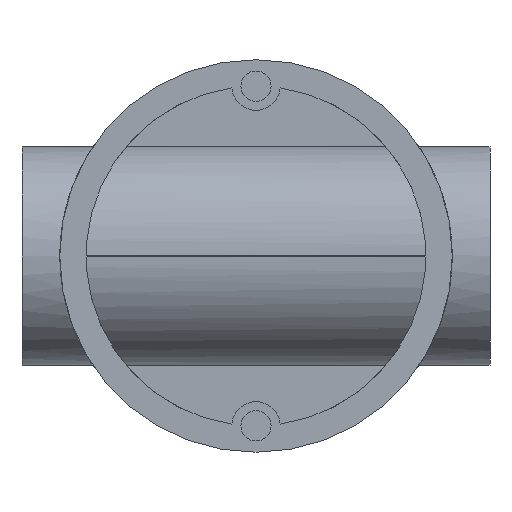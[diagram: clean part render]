
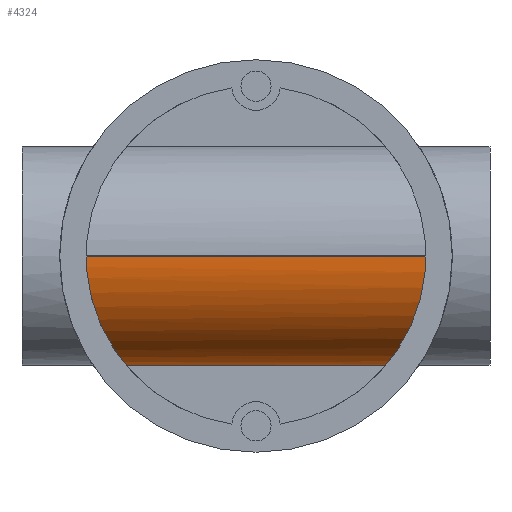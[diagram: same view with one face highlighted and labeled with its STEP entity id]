
A CAD part, front view. The second image highlights one B-rep face of the part: STEP entity #4324.
In plain terms, the highlighted cylindrical face has radius 14.65 mm (diameter 29.3 mm), a partial arc.
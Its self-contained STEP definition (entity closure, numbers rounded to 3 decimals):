
#150 = CARTESIAN_POINT ( 'NONE',  ( 20.475, 4.13, -9.336 ) ) ;
#203 = CYLINDRICAL_SURFACE ( 'NONE', #4964, 14.65 ) ;
#315 = CARTESIAN_POINT ( 'NONE',  ( 19.707, 5.572, -10.875 ) ) ;
#781 = CARTESIAN_POINT ( 'NONE',  ( 21.978, 1.596, -4.837 ) ) ;
#865 = CARTESIAN_POINT ( 'NONE',  ( 22.067, 1.455, -4.413 ) ) ;
#890 = CARTESIAN_POINT ( 'NONE',  ( -20.912, 3.353, -8.339 ) ) ;
#906 = CARTESIAN_POINT ( 'NONE',  ( 20.021, 4.965, -10.291 ) ) ;
#955 = LINE ( 'NONE', #6056, #7032 ) ;
#969 = ORIENTED_EDGE ( 'NONE', *, *, #6972, .F. ) ;
#993 = CARTESIAN_POINT ( 'NONE',  ( 0., 13.284, -14.5 ) ) ;
#1023 = CARTESIAN_POINT ( 'NONE',  ( -19.701, 5.585, -10.886 ) ) ;
#1093 = CARTESIAN_POINT ( 'NONE',  ( 0., 15.434, -0.009 ) ) ;
#1541 = CARTESIAN_POINT ( 'NONE',  ( 21.683, 2.067, -6.068 ) ) ;
#1568 = CARTESIAN_POINT ( 'NONE',  ( -21.668, 2.092, -6.074 ) ) ;
#1666 = CARTESIAN_POINT ( 'NONE',  ( -17.941, 9.902, -13.581 ) ) ;
#1834 = CARTESIAN_POINT ( 'NONE',  ( -22.5, 0.784, -0.009 ) ) ;
#2060 = CARTESIAN_POINT ( 'NONE',  ( 18.202, 9.08, -13.236 ) ) ;
#2099 = CARTESIAN_POINT ( 'NONE',  ( 22.287, 1.112, -3.122 ) ) ;
#2180 = VECTOR ( 'NONE', #5604, 1000. ) ;
#2186 = CARTESIAN_POINT ( 'NONE',  ( 18.771, 7.597, -12.415 ) ) ;
#2460 = B_SPLINE_CURVE_WITH_KNOTS ( 'NONE', 3,
 ( #7453, #2934, #2806, #8100, #1666, #6166, #4239, #5998, #6807, #1023, #4067, #6039, #890, #3609, #5374, #1568, #4737, #7318, #4105, #6668, #3477, #5418, #8351, #1834 ),
 .UNSPECIFIED., .F., .F.,
 ( 4, 2, 2, 2, 2, 2, 2, 2, 2, 2, 2, 4 ),
 ( 0., 0.003, 0.004, 0.005, 0.008, 0.011, 0.013, 0.015, 0.016, 0.019, 0.02, 0.021 ),
 .UNSPECIFIED. ) ;
#2806 = CARTESIAN_POINT ( 'NONE',  ( -17.492, 11.536, -14.157 ) ) ;
#2819 = CARTESIAN_POINT ( 'NONE',  ( 21.051, 3.118, -7.953 ) ) ;
#2906 = CARTESIAN_POINT ( 'NONE',  ( 22.222, 1.213, -3.555 ) ) ;
#2934 = CARTESIAN_POINT ( 'NONE',  ( -17.316, 12.39, -14.367 ) ) ;
#3083 = DIRECTION ( 'NONE',  ( -1., 0., 0. ) ) ;
#3223 = VERTEX_POINT ( 'NONE', #6051 ) ;
#3422 = FACE_OUTER_BOUND ( 'NONE', #5099, .T. ) ;
#3477 = CARTESIAN_POINT ( 'NONE',  ( -22.431, 0.889, -1.818 ) ) ;
#3494 = CARTESIAN_POINT ( 'NONE',  ( 17.333, 12.399, -14.348 ) ) ;
#3536 = CARTESIAN_POINT ( 'NONE',  ( 22.5, 0.784, -0.918 ) ) ;
#3609 = CARTESIAN_POINT ( 'NONE',  ( -21.307, 2.686, -7.239 ) ) ;
#4067 = CARTESIAN_POINT ( 'NONE',  ( -20.02, 4.968, -10.294 ) ) ;
#4105 = CARTESIAN_POINT ( 'NONE',  ( -22.229, 1.201, -3.592 ) ) ;
#4107 = ORIENTED_EDGE ( 'NONE', *, *, #5085, .F. ) ;
#4121 = CARTESIAN_POINT ( 'NONE',  ( 17.605, 11.109, -14.012 ) ) ;
#4166 = CARTESIAN_POINT ( 'NONE',  ( 22.5, 0.784, -0.009 ) ) ;
#4239 = CARTESIAN_POINT ( 'NONE',  ( -18.339, 8.724, -13.038 ) ) ;
#4311 = DIRECTION ( 'NONE',  ( 0., 0., 1. ) ) ;
#4324 = ADVANCED_FACE ( 'NONE', ( #3422 ), #203, .T. ) ;
#4665 = CARTESIAN_POINT ( 'NONE',  ( 20.911, 3.358, -8.314 ) ) ;
#4737 = CARTESIAN_POINT ( 'NONE',  ( -21.778, 1.915, -5.671 ) ) ;
#4752 = CARTESIAN_POINT ( 'NONE',  ( 17.939, 9.861, -13.586 ) ) ;
#4797 = CARTESIAN_POINT ( 'NONE',  ( -17.205, 13.284, -14.5 ) ) ;
#4842 = CARTESIAN_POINT ( 'NONE',  ( 17.205, 13.284, -14.5 ) ) ;
#4876 = ORIENTED_EDGE ( 'NONE', *, *, #6221, .F. ) ;
#4964 = AXIS2_PLACEMENT_3D ( 'NONE', #1093, #3083, #4311 ) ;
#4971 = LINE ( 'NONE', #993, #2180 ) ;
#5085 = EDGE_CURVE ( 'NONE', #7301, #3223, #2460, .T. ) ;
#5099 = EDGE_LOOP ( 'NONE', ( #4107, #969, #4876, #8332 ) ) ;
#5161 = B_SPLINE_CURVE_WITH_KNOTS ( 'NONE', 3,
 ( #4166, #3536, #7333, #2099, #2906, #865, #781, #1541, #6095, #2819, #4665, #5391, #150, #906, #315, #7984, #2186, #2060, #4752, #4121, #6685, #3494, #6220, #4842 ),
 .UNSPECIFIED., .F., .F.,
 ( 4, 2, 2, 2, 2, 2, 2, 2, 2, 2, 2, 4 ),
 ( 0., 0.003, 0.004, 0.005, 0.008, 0.009, 0.011, 0.013, 0.016, 0.019, 0.02, 0.021 ),
 .UNSPECIFIED. ) ;
#5374 = CARTESIAN_POINT ( 'NONE',  ( -21.433, 2.478, -6.86 ) ) ;
#5391 = CARTESIAN_POINT ( 'NONE',  ( 20.623, 3.864, -9.005 ) ) ;
#5418 = CARTESIAN_POINT ( 'NONE',  ( -22.486, 0.805, -0.917 ) ) ;
#5604 = DIRECTION ( 'NONE',  ( -1., 0., 0. ) ) ;
#5760 = CARTESIAN_POINT ( 'NONE',  ( 17.205, 13.284, -14.5 ) ) ;
#5998 = CARTESIAN_POINT ( 'NONE',  ( -18.77, 7.599, -12.417 ) ) ;
#6039 = CARTESIAN_POINT ( 'NONE',  ( -20.624, 3.854, -9.021 ) ) ;
#6051 = CARTESIAN_POINT ( 'NONE',  ( -22.5, 0.784, -0.009 ) ) ;
#6056 = CARTESIAN_POINT ( 'NONE',  ( 17.205, 0.784, -0.009 ) ) ;
#6095 = CARTESIAN_POINT ( 'NONE',  ( 21.448, 2.449, -6.846 ) ) ;
#6166 = CARTESIAN_POINT ( 'NONE',  ( -18.2, 9.112, -13.231 ) ) ;
#6220 = CARTESIAN_POINT ( 'NONE',  ( 17.261, 12.838, -14.434 ) ) ;
#6221 = EDGE_CURVE ( 'NONE', #8257, #7687, #5161, .T. ) ;
#6668 = CARTESIAN_POINT ( 'NONE',  ( -22.39, 0.953, -2.268 ) ) ;
#6685 = CARTESIAN_POINT ( 'NONE',  ( 17.505, 11.535, -14.137 ) ) ;
#6807 = CARTESIAN_POINT ( 'NONE',  ( -19.077, 6.899, -11.945 ) ) ;
#6972 = EDGE_CURVE ( 'NONE', #7687, #7301, #4971, .T. ) ;
#7032 = VECTOR ( 'NONE', #7291, 1000. ) ;
#7261 = EDGE_CURVE ( 'NONE', #3223, #8257, #955, .T. ) ;
#7291 = DIRECTION ( 'NONE',  ( 1., 0., 0. ) ) ;
#7301 = VERTEX_POINT ( 'NONE', #4797 ) ;
#7318 = CARTESIAN_POINT ( 'NONE',  ( -22.073, 1.443, -4.441 ) ) ;
#7333 = CARTESIAN_POINT ( 'NONE',  ( 22.444, 0.868, -1.81 ) ) ;
#7453 = CARTESIAN_POINT ( 'NONE',  ( -17.205, 13.284, -14.5 ) ) ;
#7559 = CARTESIAN_POINT ( 'NONE',  ( 22.5, 0.784, -0.009 ) ) ;
#7687 = VERTEX_POINT ( 'NONE', #5760 ) ;
#7984 = CARTESIAN_POINT ( 'NONE',  ( 19.079, 6.895, -11.943 ) ) ;
#8100 = CARTESIAN_POINT ( 'NONE',  ( -17.82, 10.304, -13.738 ) ) ;
#8257 = VERTEX_POINT ( 'NONE', #7559 ) ;
#8332 = ORIENTED_EDGE ( 'NONE', *, *, #7261, .F. ) ;
#8351 = CARTESIAN_POINT ( 'NONE',  ( -22.5, 0.784, -0.464 ) ) ;
